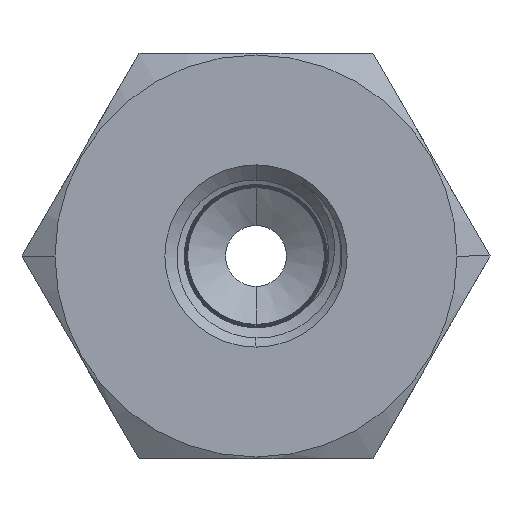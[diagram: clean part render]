
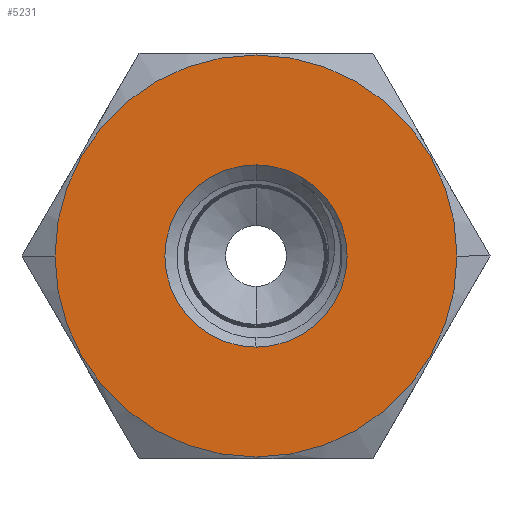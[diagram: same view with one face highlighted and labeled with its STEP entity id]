
A CAD part, left-side view. The second image highlights one B-rep face of the part: STEP entity #5231.
In plain terms, the highlighted planar face has unit normal (-1, 0, 0).
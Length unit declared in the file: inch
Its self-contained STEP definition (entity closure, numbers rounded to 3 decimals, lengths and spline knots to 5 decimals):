
#281 = EDGE_CURVE ( 'NONE', #4462, #11226, #5779, .T. ) ;
#326 = DIRECTION ( 'NONE',  ( 0., 0., 1. ) ) ;
#391 = AXIS2_PLACEMENT_3D ( 'NONE', #8530, #4216, #5886 ) ;
#885 = VERTEX_POINT ( 'NONE', #3960 ) ;
#1033 = CARTESIAN_POINT ( 'NONE',  ( -2., 0., 0. ) ) ;
#1046 = DIRECTION ( 'NONE',  ( -1., 0., 0. ) ) ;
#1385 = CARTESIAN_POINT ( 'NONE',  ( -2., 0., 0. ) ) ;
#1875 = FACE_BOUND ( 'NONE', #5533, .T. ) ;
#1984 = DIRECTION ( 'NONE',  ( 0., 0., 1. ) ) ;
#2687 = VERTEX_POINT ( 'NONE', #9492 ) ;
#3800 = CIRCLE ( 'NONE', #7570, 0.62 ) ;
#3827 = DIRECTION ( 'NONE',  ( -1., 0., 0. ) ) ;
#3960 = CARTESIAN_POINT ( 'NONE',  ( -2., 0., 0.281 ) ) ;
#4216 = DIRECTION ( 'NONE',  ( 1., 0., 0. ) ) ;
#4339 = ORIENTED_EDGE ( 'NONE', *, *, #5553, .F. ) ;
#4397 = AXIS2_PLACEMENT_3D ( 'NONE', #4620, #1046, #1984 ) ;
#4462 = VERTEX_POINT ( 'NONE', #5776 ) ;
#4620 = CARTESIAN_POINT ( 'NONE',  ( -2., 0., 0. ) ) ;
#4705 = DIRECTION ( 'NONE',  ( -1., 0., 0. ) ) ;
#5024 = EDGE_LOOP ( 'NONE', ( #4339, #8896 ) ) ;
#5079 = DIRECTION ( 'NONE',  ( 1., 0., 0. ) ) ;
#5231 = ADVANCED_FACE ( 'NONE', ( #8504, #1875 ), #6381, .T. ) ;
#5533 = EDGE_LOOP ( 'NONE', ( #9399, #8065 ) ) ;
#5553 = EDGE_CURVE ( 'NONE', #11226, #4462, #3800, .T. ) ;
#5776 = CARTESIAN_POINT ( 'NONE',  ( -2., -0.62, 0. ) ) ;
#5779 = CIRCLE ( 'NONE', #391, 0.62 ) ;
#5886 = DIRECTION ( 'NONE',  ( 0., 1., 0. ) ) ;
#5971 = DIRECTION ( 'NONE',  ( 0., 1., 0. ) ) ;
#6136 = CARTESIAN_POINT ( 'NONE',  ( -2., 0.62, 0. ) ) ;
#6381 = PLANE ( 'NONE',  #10875 ) ;
#6455 = DIRECTION ( 'NONE',  ( 0., -1., 0. ) ) ;
#6545 = EDGE_CURVE ( 'NONE', #2687, #885, #10584, .T. ) ;
#7570 = AXIS2_PLACEMENT_3D ( 'NONE', #1385, #5079, #5971 ) ;
#7807 = CIRCLE ( 'NONE', #8304, 0.281 ) ;
#8065 = ORIENTED_EDGE ( 'NONE', *, *, #6545, .F. ) ;
#8304 = AXIS2_PLACEMENT_3D ( 'NONE', #9047, #4705, #326 ) ;
#8504 = FACE_OUTER_BOUND ( 'NONE', #5024, .T. ) ;
#8530 = CARTESIAN_POINT ( 'NONE',  ( -2., 0., 0. ) ) ;
#8579 = EDGE_CURVE ( 'NONE', #885, #2687, #7807, .T. ) ;
#8896 = ORIENTED_EDGE ( 'NONE', *, *, #281, .F. ) ;
#9047 = CARTESIAN_POINT ( 'NONE',  ( -2., 0., 0. ) ) ;
#9399 = ORIENTED_EDGE ( 'NONE', *, *, #8579, .F. ) ;
#9492 = CARTESIAN_POINT ( 'NONE',  ( -2., 0., -0.281 ) ) ;
#10584 = CIRCLE ( 'NONE', #4397, 0.281 ) ;
#10875 = AXIS2_PLACEMENT_3D ( 'NONE', #1033, #3827, #6455 ) ;
#11226 = VERTEX_POINT ( 'NONE', #6136 ) ;
